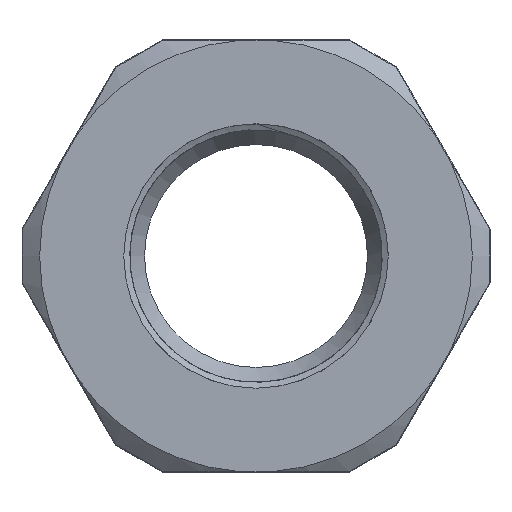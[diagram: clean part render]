
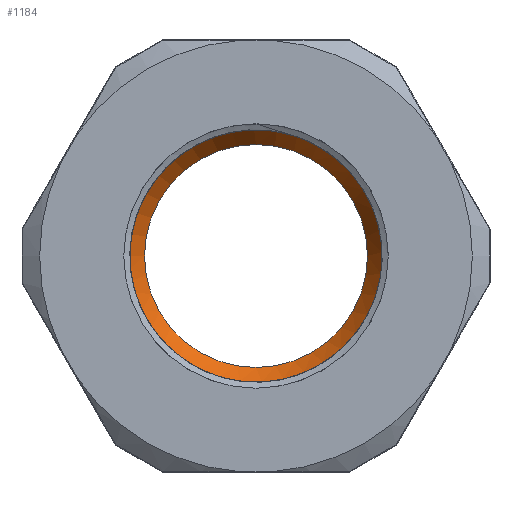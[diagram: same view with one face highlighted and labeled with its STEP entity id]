
A CAD part, left-side view. The second image highlights one B-rep face of the part: STEP entity #1184.
In plain terms, the highlighted conical face has half-angle 33.129 degrees and reference radius 15.111 mm.
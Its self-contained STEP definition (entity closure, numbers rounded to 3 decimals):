
#27=FACE_BOUND('',#410,.T.);
#60=CONICAL_SURFACE('',#1326,15.112,33.129);
#321=FACE_OUTER_BOUND('',#409,.T.);
#409=EDGE_LOOP('',(#1087,#1088));
#410=EDGE_LOOP('',(#1089));
#466=CIRCLE('',#1288,16.048);
#471=CIRCLE('',#1299,16.048);
#482=CIRCLE('',#1325,14.175);
#566=VERTEX_POINT('',#3066);
#568=VERTEX_POINT('',#3413);
#591=VERTEX_POINT('',#6867);
#729=EDGE_CURVE('',#568,#566,#466,.T.);
#750=EDGE_CURVE('',#566,#568,#471,.T.);
#761=EDGE_CURVE('',#591,#591,#482,.T.);
#1087=ORIENTED_EDGE('',*,*,#750,.F.);
#1088=ORIENTED_EDGE('',*,*,#729,.F.);
#1089=ORIENTED_EDGE('',*,*,#761,.T.);
#1184=ADVANCED_FACE('',(#321,#27),#60,.F.);
#1288=AXIS2_PLACEMENT_3D('',#3577,#1555,#1556);
#1299=AXIS2_PLACEMENT_3D('',#6832,#1583,#1584);
#1325=AXIS2_PLACEMENT_3D('',#6868,#1635,#1636);
#1326=AXIS2_PLACEMENT_3D('',#6869,#1637,#1638);
#1555=DIRECTION('center_axis',(1.,0.,0.));
#1556=DIRECTION('ref_axis',(0.,0.,-1.));
#1583=DIRECTION('center_axis',(1.,0.,0.));
#1584=DIRECTION('ref_axis',(0.,0.,-1.));
#1635=DIRECTION('center_axis',(1.,0.,0.));
#1636=DIRECTION('ref_axis',(0.,0.,-1.));
#1637=DIRECTION('center_axis',(-1.,0.,0.));
#1638=DIRECTION('ref_axis',(0.,1.,0.));
#3066=CARTESIAN_POINT('',(-4.3,15.363,-4.638));
#3413=CARTESIAN_POINT('',(-4.3,11.698,-10.986));
#3577=CARTESIAN_POINT('Origin',(-4.3,0.,
0.));
#6832=CARTESIAN_POINT('Origin',(-4.3,0.,
0.));
#6867=CARTESIAN_POINT('',(-1.43,14.175,0.));
#6868=CARTESIAN_POINT('Origin',(-1.43,0.,0.));
#6869=CARTESIAN_POINT('Origin',(-2.865,0.,0.));
